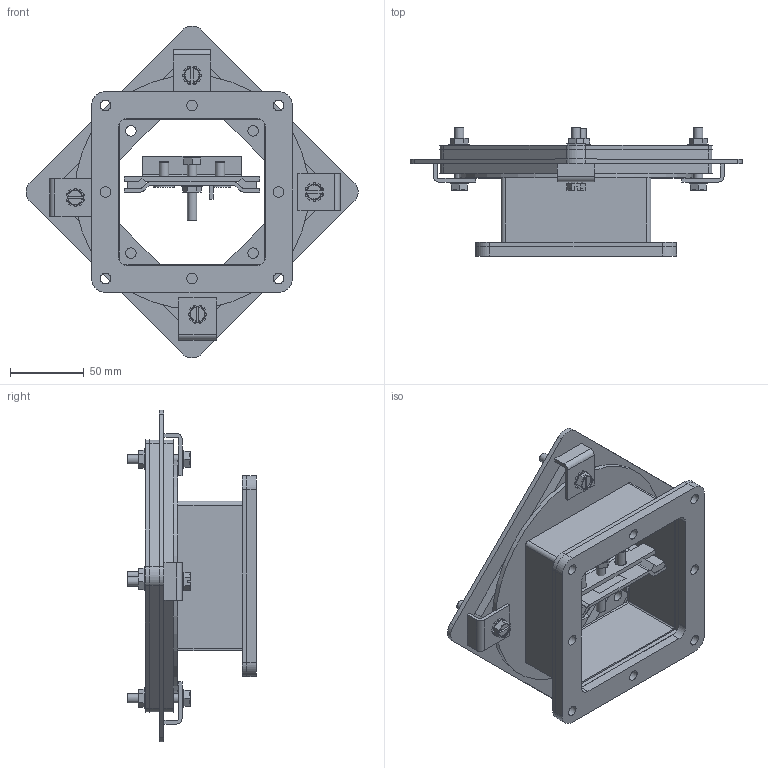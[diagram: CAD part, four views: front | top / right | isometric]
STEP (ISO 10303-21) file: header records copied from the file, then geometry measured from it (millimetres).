
FILE_DESCRIPTION (( 'STEP AP203' ), '1' );
FILE_NAME ('1485CV1.step', '2020-11-19T14:33:40', ( 'ADC123' ), ( 'Microsoft' ), 'SwSTEP 2.0', 'SolidWorks 2019', '' );
FILE_SCHEMA (( 'CONFIG_CONTROL_DESIGN' ));
Length unit declared in the file: inch
Products named in the file (1): 1485CV1
Bounding box: 225.52 x 87.22 x 225.52 mm (x, y, z)
Volume: 368987 mm3; surface area: 243958.4 mm2
Topology: 34 solids, 34 shells, 667 faces, 1755 edges, 1169 vertices
Faces by surface type: plane 463, cylinder 191, bspline 10, cone 3
Full cylindrical faces by diameter (mm): 4.763 x2, 4.976 x6, 5.7 x1, 6.198 x5, 6.35 x2, 6.553 x4, 6.731 x2, 7.137 x35, 7.925 x4, 7.938 x2, 9.525 x5, 14.288 x2, 158.75 x1
Entity records: 20985 total; most frequent: CARTESIAN_POINT 4178, ORIENTED_EDGE 3362, DIRECTION 3352, EDGE_CURVE 1681, VECTOR 1266, LINE 1266, VERTEX_POINT 1169, AXIS2_PLACEMENT_3D 1043
